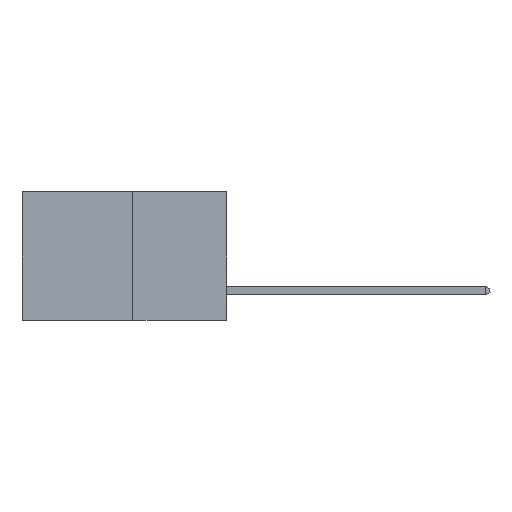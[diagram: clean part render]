
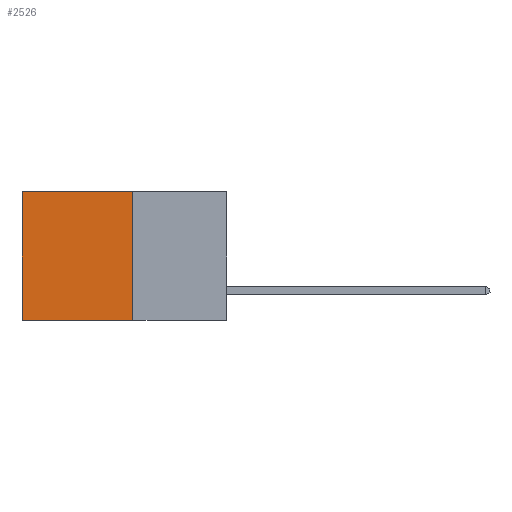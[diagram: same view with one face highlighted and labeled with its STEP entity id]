
A CAD part, left-side view. The second image highlights one B-rep face of the part: STEP entity #2526.
In plain terms, the highlighted planar face has unit normal (-1, 0, 0).
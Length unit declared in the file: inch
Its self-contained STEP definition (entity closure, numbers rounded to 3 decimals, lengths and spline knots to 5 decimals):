
#58 = CARTESIAN_POINT ( 'NONE',  ( 0.277, 0.27, -0.37 ) ) ;
#285 = VECTOR ( 'NONE', #4065, 39.37008 ) ;
#463 = DIRECTION ( 'NONE',  ( 0., 0., -1. ) ) ;
#721 = VERTEX_POINT ( 'NONE', #6807 ) ;
#787 = LINE ( 'NONE', #5587, #5134 ) ;
#872 = EDGE_LOOP ( 'NONE', ( #5603, #5440, #5559, #4930 ) ) ;
#2141 = VERTEX_POINT ( 'NONE', #8358 ) ;
#2526 = ADVANCED_FACE ( 'NONE', ( #7762 ), #7470, .F. ) ;
#4065 = DIRECTION ( 'NONE',  ( 0., 1., 0. ) ) ;
#4098 = VERTEX_POINT ( 'NONE', #10328 ) ;
#4349 = CARTESIAN_POINT ( 'NONE',  ( 0.277, 0.27, -0.37 ) ) ;
#4866 = LINE ( 'NONE', #7998, #285 ) ;
#4930 = ORIENTED_EDGE ( 'NONE', *, *, #9247, .T. ) ;
#5134 = VECTOR ( 'NONE', #463, 39.37008 ) ;
#5222 = VERTEX_POINT ( 'NONE', #58 ) ;
#5254 = EDGE_CURVE ( 'NONE', #4098, #5222, #9636, .T. ) ;
#5440 = ORIENTED_EDGE ( 'NONE', *, *, #9197, .F. ) ;
#5507 = AXIS2_PLACEMENT_3D ( 'NONE', #4349, #6071, #8869 ) ;
#5559 = ORIENTED_EDGE ( 'NONE', *, *, #5254, .F. ) ;
#5587 = CARTESIAN_POINT ( 'NONE',  ( 0.277, 0.59, -0.37 ) ) ;
#5603 = ORIENTED_EDGE ( 'NONE', *, *, #9119, .T. ) ;
#5697 = CARTESIAN_POINT ( 'NONE',  ( 0.277, 0.27, 0. ) ) ;
#5989 = VECTOR ( 'NONE', #9573, 39.37008 ) ;
#6071 = DIRECTION ( 'NONE',  ( 1., 0., 0. ) ) ;
#6807 = CARTESIAN_POINT ( 'NONE',  ( 0.277, 0.59, 0. ) ) ;
#7470 = PLANE ( 'NONE',  #5507 ) ;
#7590 = VECTOR ( 'NONE', #9917, 39.37008 ) ;
#7762 = FACE_OUTER_BOUND ( 'NONE', #872, .T. ) ;
#7998 = CARTESIAN_POINT ( 'NONE',  ( 0.277, 0.27, -0.37 ) ) ;
#8358 = CARTESIAN_POINT ( 'NONE',  ( 0.277, 0.59, -0.37 ) ) ;
#8869 = DIRECTION ( 'NONE',  ( 0., 0., -1. ) ) ;
#9119 = EDGE_CURVE ( 'NONE', #721, #2141, #787, .T. ) ;
#9197 = EDGE_CURVE ( 'NONE', #5222, #2141, #4866, .T. ) ;
#9247 = EDGE_CURVE ( 'NONE', #4098, #721, #10091, .T. ) ;
#9573 = DIRECTION ( 'NONE',  ( 0., 1., 0. ) ) ;
#9636 = LINE ( 'NONE', #9960, #7590 ) ;
#9917 = DIRECTION ( 'NONE',  ( 0., 0., -1. ) ) ;
#9960 = CARTESIAN_POINT ( 'NONE',  ( 0.277, 0.27, -0.37 ) ) ;
#10091 = LINE ( 'NONE', #5697, #5989 ) ;
#10328 = CARTESIAN_POINT ( 'NONE',  ( 0.277, 0.27, 0. ) ) ;
